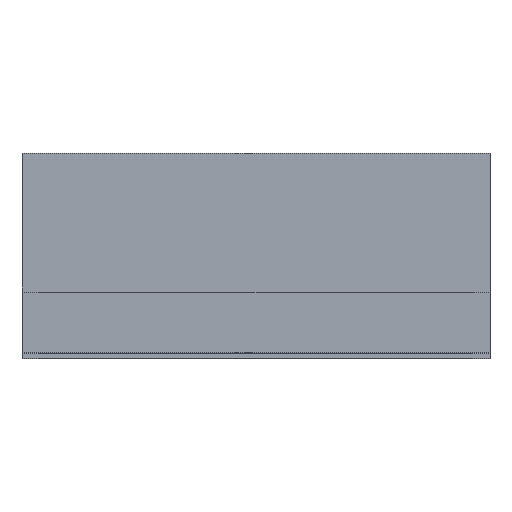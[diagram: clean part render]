
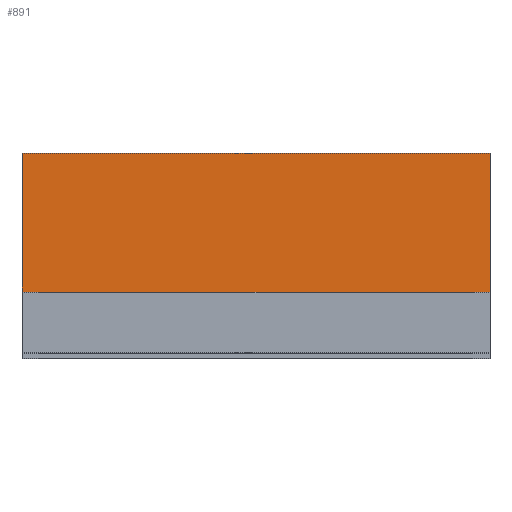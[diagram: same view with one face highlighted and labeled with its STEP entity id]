
A CAD part, top view. The second image highlights one B-rep face of the part: STEP entity #891.
In plain terms, the highlighted planar face has unit normal (0, 0, 1).
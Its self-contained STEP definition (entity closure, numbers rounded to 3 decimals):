
#54=LINE('',#1322,#162);
#55=LINE('',#1325,#163);
#56=LINE('',#1327,#164);
#57=LINE('',#1329,#165);
#162=VECTOR('',#1061,1000.);
#163=VECTOR('',#1062,1000.);
#164=VECTOR('',#1063,1000.);
#165=VECTOR('',#1064,1000.);
#273=ORIENTED_EDGE('',*,*,#513,.F.);
#274=ORIENTED_EDGE('',*,*,#514,.F.);
#275=ORIENTED_EDGE('',*,*,#515,.T.);
#276=ORIENTED_EDGE('',*,*,#516,.T.);
#513=EDGE_CURVE('',#633,#634,#54,.T.);
#514=EDGE_CURVE('',#635,#633,#55,.T.);
#515=EDGE_CURVE('',#635,#636,#56,.T.);
#516=EDGE_CURVE('',#636,#634,#57,.T.);
#633=VERTEX_POINT('',#1323);
#634=VERTEX_POINT('',#1324);
#635=VERTEX_POINT('',#1326);
#636=VERTEX_POINT('',#1328);
#708=EDGE_LOOP('',(#273,#274,#275,#276));
#780=FACE_BOUND('',#708,.T.);
#845=PLANE('',#959);
#891=ADVANCED_FACE('',(#780),#845,.T.);
#959=AXIS2_PLACEMENT_3D('',#1321,#1059,#1060);
#1059=DIRECTION('',(0.,0.,1.));
#1060=DIRECTION('',(1.,0.,0.));
#1061=DIRECTION('',(0.,-1.,0.));
#1062=DIRECTION('',(1.,0.,0.));
#1063=DIRECTION('',(0.,-1.,0.));
#1064=DIRECTION('',(1.,0.,0.));
#1321=CARTESIAN_POINT('',(-27.,8.,0.));
#1322=CARTESIAN_POINT('',(0.,8.,0.));
#1323=CARTESIAN_POINT('',(0.,8.,0.));
#1324=CARTESIAN_POINT('',(0.,0.,0.));
#1325=CARTESIAN_POINT('',(-27.,8.,0.));
#1326=CARTESIAN_POINT('',(-27.,8.,0.));
#1327=CARTESIAN_POINT('',(-27.,8.,0.));
#1328=CARTESIAN_POINT('',(-27.,0.,0.));
#1329=CARTESIAN_POINT('',(-27.,0.,0.));
